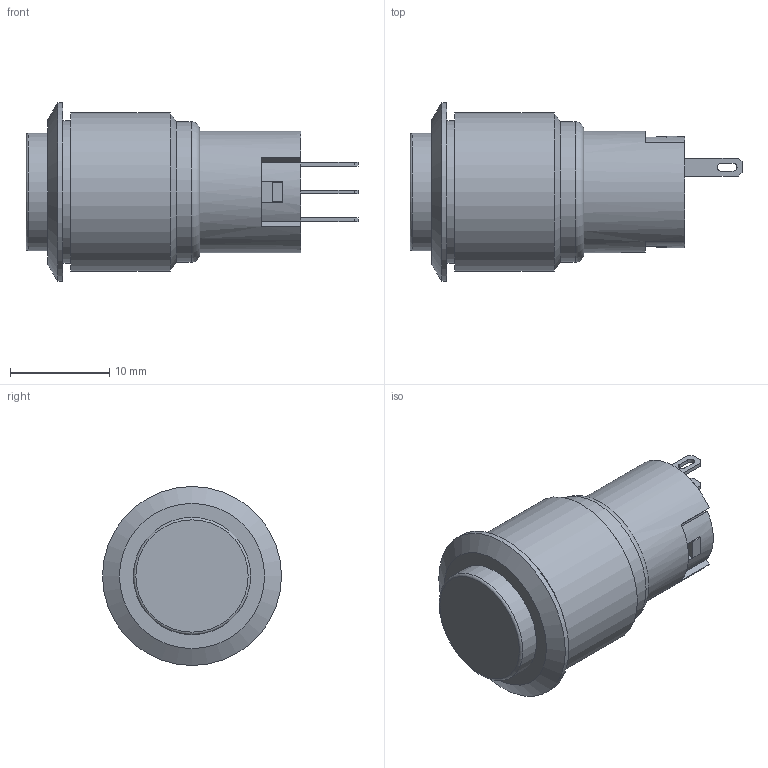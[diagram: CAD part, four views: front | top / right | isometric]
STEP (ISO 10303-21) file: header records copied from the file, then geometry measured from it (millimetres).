
FILE_DESCRIPTION(/* description */ (''),/* implementation_level */ '2;1');
FILE_NAME(/* name */ 'PV3SH2B0xx.stp',/* time_stamp */ '2025-05-28T13:44:48-05:00',/* author */ ('mroman'),/* organization */ (''),/* preprocessor_version */ 'ST-DEVELOPER v18.1',/* originating_system */ 'Autodesk Inventor 2022',/* authorisation */ '');
FILE_SCHEMA (('AUTOMOTIVE_DESIGN { 1 0 10303 214 3 1 1 }'));
Length unit declared in the file: centimetre
Products named in the file (1): PV3SH2B0xx
Bounding box: 33.4 x 18 x 18 mm (x, y, z)
Volume: 2884.2 mm3; surface area: 2672.4 mm2
Topology: 1 solids, 2 shells, 316 faces, 825 edges, 545 vertices
Faces by surface type: plane 219, bspline 68, cylinder 24, torus 3, cone 2
Full cylindrical faces by diameter (mm): 11 x1, 11.8 x2, 12.2 x1, 14.16 x1, 14.37 x1, 15.9 x1, 18 x1
Entity records: 10147 total; most frequent: CARTESIAN_POINT 2686, ORIENTED_EDGE 1650, DIRECTION 1269, EDGE_CURVE 825, LINE 607, VECTOR 607, VERTEX_POINT 545, EDGE_LOOP 362
